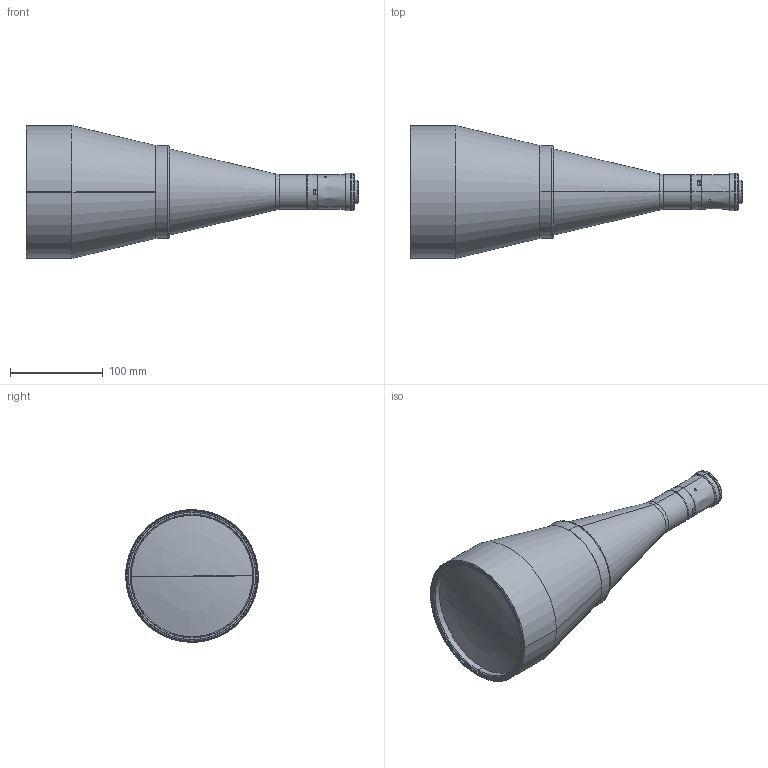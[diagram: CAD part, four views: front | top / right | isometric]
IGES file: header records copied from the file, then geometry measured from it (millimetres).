
Start section: SolidWorks IGES file using analytic representation for surfaces
Global section: file name: DP26382_TC3MHR096-C.igs; native system: SolidWorks 2020; preprocessor: SolidWorks 2020; author: andreava; date: 200904.092456; units: millimetre
Bounding box: 357.93 x 143 x 143 mm (x, y, z)
Surface area: 132512.2 mm2 (no closed solid volume)
Topology: 0 solids, 0 shells, 116 faces, 2510 edges, 2505 vertices
Faces by surface type: revolution 67, bspline 49
